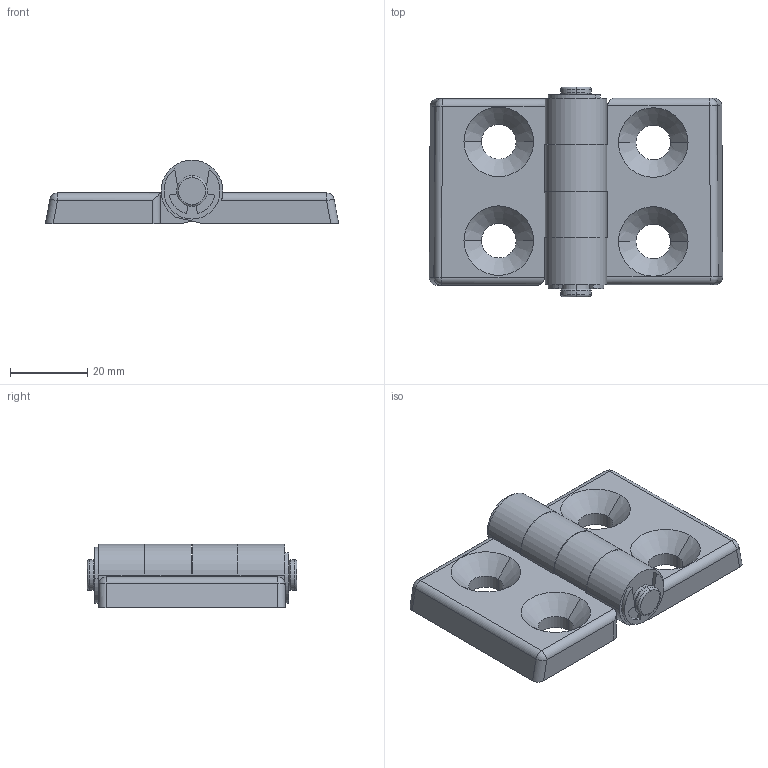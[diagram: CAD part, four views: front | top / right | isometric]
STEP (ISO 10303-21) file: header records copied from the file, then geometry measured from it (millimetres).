
FILE_DESCRIPTION (( 'STEP AP214' ), '1' );
FILE_NAME ('SNSS.30.70.11 Ïåòëÿ ïëàñòèêîâàÿ 3040(T35).STEP', '2018-04-27T07:54:14', ( '' ), ( '' ), 'SwSTEP 2.0', 'SolidWorks 2017', '' );
FILE_SCHEMA (( 'AUTOMOTIVE_DESIGN' ));
Length unit declared in the file: millimetre
Products named in the file (5): SNSS.30.70.11 Ïåòëÿ ïëàñòèêîâàÿ 3040(T35); SNSS.30.70.11 ﾏ琿褻 (T35)_00; SNSS.30.70.11 Ïåòëÿ ïëàñòèêîâàÿ ìàëàÿ ÷àñòü(T35)_00; SNSS.30.70.11 扻錪犩 (T35)_00; SNSS.30.70.11 Ïåòëÿ ïëàñòèêîâàÿ (T35)_00
Assembly tree (5 placements, depth 2):
  SNSS.30.70.11 Ïåòëÿ ïëàñòèêîâàÿ 3040(T35)
    SNSS.30.70.11 Ïåòëÿ ïëàñòèêîâàÿ (T35)_00
    SNSS.30.70.11 Ïåòëÿ ïëàñòèêîâàÿ ìàëàÿ ÷àñòü(T35)_00
    SNSS.30.70.11 ﾏ琿褻 (T35)_00
    SNSS.30.70.11 扻錪犩 (T35)_00  x2
Bounding box: 75.95 x 54.25 x 16.5 mm (x, y, z)
Volume: 29430.7 mm3; surface area: 14118.3 mm2
Topology: 5 solids, 5 shells, 125 faces, 312 edges, 193 vertices
Faces by surface type: cylinder 61, plane 42, cone 8, torus 8, sphere 6
Entity records: 3497 total; most frequent: DIRECTION 616, CARTESIAN_POINT 601, ORIENTED_EDGE 538, EDGE_CURVE 269, AXIS2_PLACEMENT_3D 238, VERTEX_POINT 167, LINE 140, VECTOR 140
